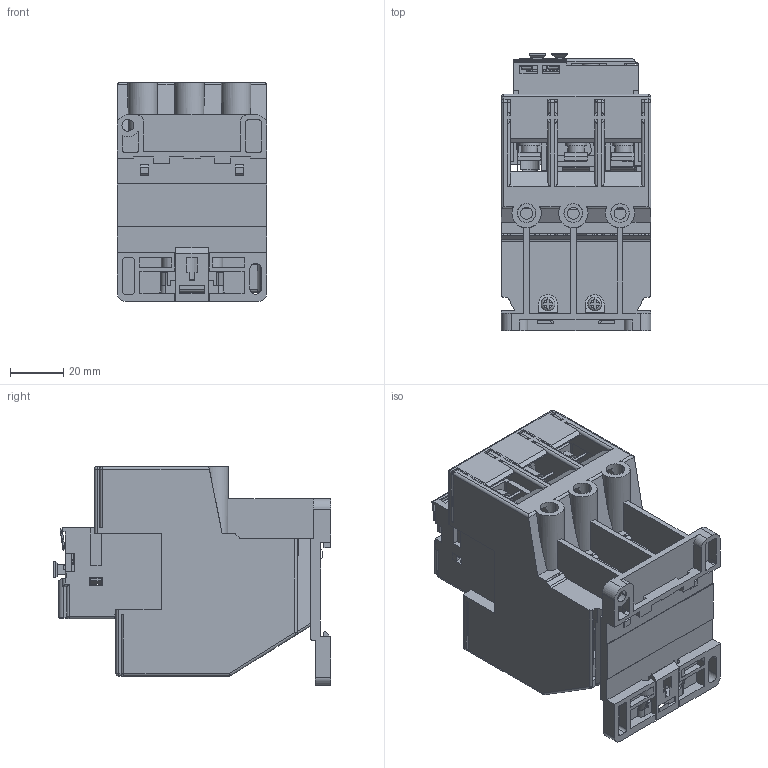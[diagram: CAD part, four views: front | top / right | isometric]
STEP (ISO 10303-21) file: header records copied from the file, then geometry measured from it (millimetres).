
FILE_DESCRIPTION((''),'2;1');
FILE_NAME('PRT0003','2020-10-06T22:36:40',('MScigan'),('Rockwell Automation Switzerland GmbH'),'CREO PARAMETRIC BY PTC INC, 2019444','CREO PARAMETRIC BY PTC INC, 2019444','');
FILE_SCHEMA(('AUTOMOTIVE_DESIGN { 1 0 10303 214 1 1 1 1 }'));
Length unit declared in the file: millimetre
Products named in the file (1): PRT0003
Bounding box: 56 x 104 x 82 mm (x, y, z)
Surface area: 88130.1 mm2 (no closed solid volume)
Topology: 0 solids, 97 shells, 1026 faces, 5312 edges, 4119 vertices
Faces by surface type: plane 664, cylinder 287, cone 45, sphere 16, bspline 8, torus 6
Entity records: 53505 total; most frequent: CARTESIAN_POINT 12965, DIRECTION 7956, ORIENTED_EDGE 7403, EDGE_CURVE 5295, VERTEX_POINT 4121, VECTOR 3955, LINE 3955, AXIS2_PLACEMENT_3D 1999
